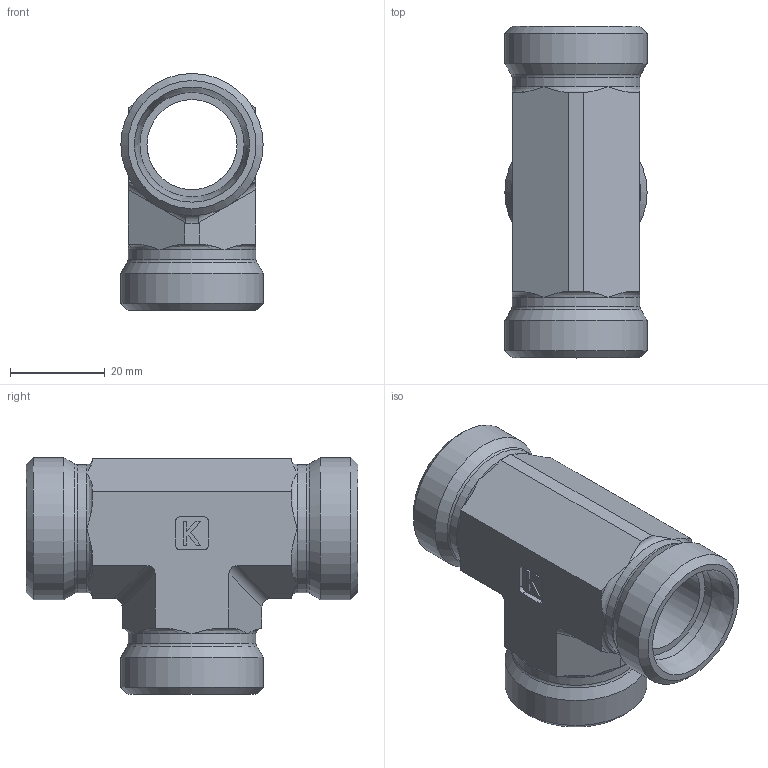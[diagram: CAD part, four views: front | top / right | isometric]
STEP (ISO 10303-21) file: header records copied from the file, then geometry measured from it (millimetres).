
FILE_DESCRIPTION((''),'2;1');
FILE_NAME('371223030.stp','2014-08-13T15:34:19',(''),('KNOMI spol. s r. o.'),'Autodesk Inventor 2012','Autodesk Inventor 2012','');
FILE_SCHEMA(('AUTOMOTIVE_DESIGN { 1 2 10303 214 0 1 1 1 }'));
Length unit declared in the file: millimetre
Products named in the file (1): TS2 22L    3xM30x2
Bounding box: 30 x 70 x 50 mm (x, y, z)
Volume: 29191.4 mm3; surface area: 14801.2 mm2
Topology: 1 solids, 1 shells, 110 faces, 284 edges, 180 vertices
Faces by surface type: plane 59, cylinder 21, torus 21, cone 9
Full cylindrical faces by diameter (mm): 19 x2, 22 x3, 27 x3, 30 x3
Entity records: 3202 total; most frequent: CARTESIAN_POINT 641, DIRECTION 526, ORIENTED_EDGE 502, EDGE_CURVE 251, AXIS2_PLACEMENT_3D 200, VERTEX_POINT 171, EDGE_LOOP 142, VECTOR 126
